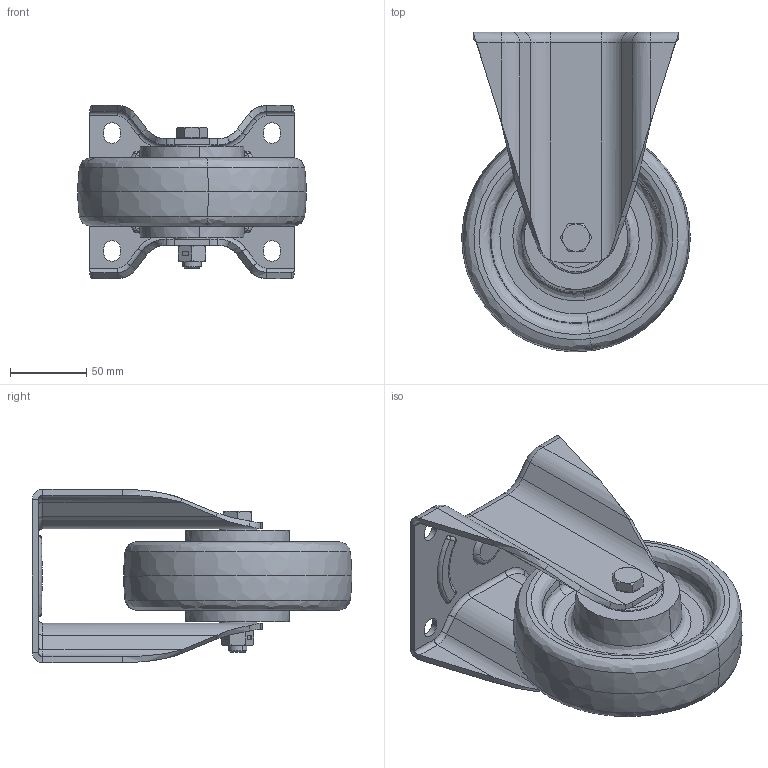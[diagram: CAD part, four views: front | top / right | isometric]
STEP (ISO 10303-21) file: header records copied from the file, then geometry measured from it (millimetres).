
FILE_DESCRIPTION (( 'STEP AP214' ), '1' );
FILE_NAME ('0014586.step', '2020-12-01T10:12:48', ( '' ), ( '' ), 'SwSTEP 2.0', 'SolidWorks 2018', '' );
FILE_SCHEMA (( 'AUTOMOTIVE_DESIGN' ));
Length unit declared in the file: millimetre
Products named in the file (1): 0014586
Bounding box: 149.92 x 209.96 x 114 mm (x, y, z)
Volume: 767549.1 mm3; surface area: 204227.6 mm2
Topology: 17 solids, 17 shells, 422 faces, 926 edges, 542 vertices
Faces by surface type: cylinder 136, plane 116, torus 66, cone 56, bspline 40, sphere 8
Entity records: 18440 total; most frequent: CARTESIAN_POINT 4443, DIRECTION 2008, ORIENTED_EDGE 1836, EDGE_CURVE 918, AXIS2_PLACEMENT_3D 835, VERTEX_POINT 542, EDGE_LOOP 476, CIRCLE 452
